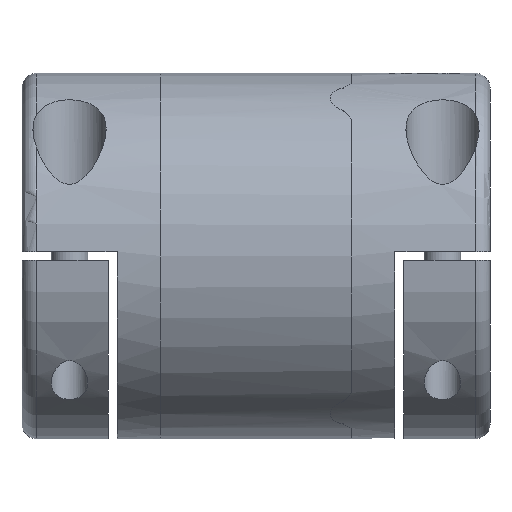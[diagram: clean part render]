
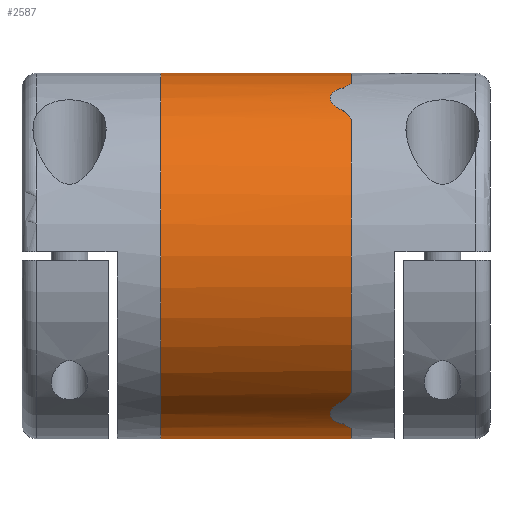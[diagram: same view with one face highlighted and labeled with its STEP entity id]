
A CAD part, front view. The second image highlights one B-rep face of the part: STEP entity #2587.
In plain terms, the highlighted cylindrical face has radius 12.5 mm (diameter 25 mm), a full revolution.
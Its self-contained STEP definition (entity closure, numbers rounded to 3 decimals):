
#49=ELLIPSE('',#2826,15.26,12.5);
#50=ELLIPSE('',#2828,15.26,12.5);
#51=ELLIPSE('',#2829,15.26,12.5);
#52=ELLIPSE('',#2831,15.26,12.5);
#53=ELLIPSE('',#2832,15.26,12.5);
#54=ELLIPSE('',#2834,15.26,12.5);
#55=ELLIPSE('',#2835,15.26,12.5);
#56=ELLIPSE('',#2837,15.26,12.5);
#211=CIRCLE('',#2827,12.5);
#212=CIRCLE('',#2830,12.5);
#213=CIRCLE('',#2833,12.5);
#214=CIRCLE('',#2836,12.5);
#892=ORIENTED_EDGE('',*,*,#1499,.T.);
#893=ORIENTED_EDGE('',*,*,#1500,.T.);
#894=ORIENTED_EDGE('',*,*,#1501,.T.);
#895=ORIENTED_EDGE('',*,*,#1502,.T.);
#896=ORIENTED_EDGE('',*,*,#1503,.T.);
#897=ORIENTED_EDGE('',*,*,#1504,.T.);
#898=ORIENTED_EDGE('',*,*,#1505,.T.);
#899=ORIENTED_EDGE('',*,*,#1506,.T.);
#900=ORIENTED_EDGE('',*,*,#1507,.T.);
#901=ORIENTED_EDGE('',*,*,#1508,.T.);
#902=ORIENTED_EDGE('',*,*,#1509,.F.);
#903=ORIENTED_EDGE('',*,*,#1510,.T.);
#904=ORIENTED_EDGE('',*,*,#1511,.T.);
#905=ORIENTED_EDGE('',*,*,#1512,.T.);
#906=ORIENTED_EDGE('',*,*,#1513,.F.);
#907=ORIENTED_EDGE('',*,*,#1514,.T.);
#1499=EDGE_CURVE('',#1827,#1828,#49,.F.);
#1500=EDGE_CURVE('',#1828,#1829,#211,.T.);
#1501=EDGE_CURVE('',#1829,#1830,#50,.F.);
#1502=EDGE_CURVE('',#1830,#1831,#2014,.T.);
#1503=EDGE_CURVE('',#1831,#1832,#51,.F.);
#1504=EDGE_CURVE('',#1832,#1833,#212,.T.);
#1505=EDGE_CURVE('',#1833,#1834,#52,.F.);
#1506=EDGE_CURVE('',#1834,#1827,#2015,.T.);
#1507=EDGE_CURVE('',#1835,#1836,#2016,.T.);
#1508=EDGE_CURVE('',#1836,#1837,#53,.F.);
#1509=EDGE_CURVE('',#1838,#1837,#213,.T.);
#1510=EDGE_CURVE('',#1838,#1839,#54,.F.);
#1511=EDGE_CURVE('',#1839,#1840,#2017,.T.);
#1512=EDGE_CURVE('',#1840,#1841,#55,.F.);
#1513=EDGE_CURVE('',#1842,#1841,#214,.T.);
#1514=EDGE_CURVE('',#1842,#1835,#56,.F.);
#1827=VERTEX_POINT('',#4129);
#1828=VERTEX_POINT('',#4130);
#1829=VERTEX_POINT('',#4132);
#1830=VERTEX_POINT('',#4134);
#1831=VERTEX_POINT('',#4142);
#1832=VERTEX_POINT('',#4144);
#1833=VERTEX_POINT('',#4146);
#1834=VERTEX_POINT('',#4148);
#1835=VERTEX_POINT('',#4163);
#1836=VERTEX_POINT('',#4164);
#1837=VERTEX_POINT('',#4166);
#1838=VERTEX_POINT('',#4168);
#1839=VERTEX_POINT('',#4170);
#1840=VERTEX_POINT('',#4178);
#1841=VERTEX_POINT('',#4180);
#1842=VERTEX_POINT('',#4182);
#2014=B_SPLINE_CURVE_WITH_KNOTS('',3,(#4135,#4136,#4137,#4138,#4139,#4140,
#4141),.UNSPECIFIED.,.F.,.F.,(4,1,1,1,4),(0.,0.001,
0.002,0.003,0.004),
 .UNSPECIFIED.);
#2015=B_SPLINE_CURVE_WITH_KNOTS('',3,(#4149,#4150,#4151,#4152,#4153,#4154,
#4155),.UNSPECIFIED.,.F.,.F.,(4,1,1,1,4),(0.,0.001,
0.002,0.003,0.004),
 .UNSPECIFIED.);
#2016=B_SPLINE_CURVE_WITH_KNOTS('',3,(#4156,#4157,#4158,#4159,#4160,#4161,
#4162),.UNSPECIFIED.,.F.,.F.,(4,1,1,1,4),(0.,0.001,0.002,
0.003,0.004),.UNSPECIFIED.);
#2017=B_SPLINE_CURVE_WITH_KNOTS('',3,(#4171,#4172,#4173,#4174,#4175,#4176,
#4177),.UNSPECIFIED.,.F.,.F.,(4,1,1,1,4),(0.,0.001,0.002,
0.003,0.004),.UNSPECIFIED.);
#2118=EDGE_LOOP('',(#892,#893,#894,#895,#896,#897,#898,#899));
#2119=EDGE_LOOP('',(#900,#901,#902,#903,#904,#905,#906,#907));
#2344=FACE_BOUND('',#2118,.T.);
#2345=FACE_BOUND('',#2119,.T.);
#2505=CYLINDRICAL_SURFACE('',#2825,12.5);
#2587=ADVANCED_FACE('',(#2344,#2345),#2505,.T.);
#2825=AXIS2_PLACEMENT_3D('',#4127,#3254,#3255);
#2826=AXIS2_PLACEMENT_3D('',#4128,#3256,#3257);
#2827=AXIS2_PLACEMENT_3D('',#4131,#3258,#3259);
#2828=AXIS2_PLACEMENT_3D('',#4133,#3260,#3261);
#2829=AXIS2_PLACEMENT_3D('',#4143,#3262,#3263);
#2830=AXIS2_PLACEMENT_3D('',#4145,#3264,#3265);
#2831=AXIS2_PLACEMENT_3D('',#4147,#3266,#3267);
#2832=AXIS2_PLACEMENT_3D('',#4165,#3268,#3269);
#2833=AXIS2_PLACEMENT_3D('',#4167,#3270,#3271);
#2834=AXIS2_PLACEMENT_3D('',#4169,#3272,#3273);
#2835=AXIS2_PLACEMENT_3D('',#4179,#3274,#3275);
#2836=AXIS2_PLACEMENT_3D('',#4181,#3276,#3277);
#2837=AXIS2_PLACEMENT_3D('',#4183,#3278,#3279);
#3254=DIRECTION('',(1.,0.,0.));
#3255=DIRECTION('',(0.,0.,-1.));
#3256=DIRECTION('',(-0.819,-0.574,0.));
#3257=DIRECTION('',(0.574,-0.819,0.));
#3258=DIRECTION('',(1.,0.,0.));
#3259=DIRECTION('',(0.,0.,-1.));
#3260=DIRECTION('',(-0.819,-0.574,0.));
#3261=DIRECTION('',(0.574,-0.819,0.));
#3262=DIRECTION('',(-0.819,0.574,0.));
#3263=DIRECTION('',(0.574,0.819,0.));
#3264=DIRECTION('',(1.,0.,0.));
#3265=DIRECTION('',(0.,0.,-1.));
#3266=DIRECTION('',(-0.819,0.574,0.));
#3267=DIRECTION('',(0.574,0.819,0.));
#3268=DIRECTION('',(0.819,-0.574,0.));
#3269=DIRECTION('',(0.574,0.819,0.));
#3270=DIRECTION('',(1.,0.,0.));
#3271=DIRECTION('',(0.,0.,-1.));
#3272=DIRECTION('',(0.819,-0.574,0.));
#3273=DIRECTION('',(0.574,0.819,0.));
#3274=DIRECTION('',(0.819,0.574,0.));
#3275=DIRECTION('',(0.574,-0.819,0.));
#3276=DIRECTION('',(1.,0.,0.));
#3277=DIRECTION('',(0.,0.,-1.));
#3278=DIRECTION('',(0.819,0.574,0.));
#3279=DIRECTION('',(0.574,-0.819,0.));
#4127=CARTESIAN_POINT('',(13.,0.,0.));
#4128=CARTESIAN_POINT('',(5.801,0.,0.));
#4129=CARTESIAN_POINT('',(0.487,7.589,-9.933));
#4130=CARTESIAN_POINT('',(0.,8.285,-9.36));
#4131=CARTESIAN_POINT('',(0.,0.,0.));
#4132=CARTESIAN_POINT('',(0.,8.285,9.36));
#4133=CARTESIAN_POINT('',(5.801,0.,0.));
#4134=CARTESIAN_POINT('',(0.487,7.589,9.933));
#4135=CARTESIAN_POINT('',(0.487,7.589,9.933));
#4136=CARTESIAN_POINT('',(0.782,7.482,10.014));
#4137=CARTESIAN_POINT('',(1.244,7.099,10.301));
#4138=CARTESIAN_POINT('',(1.505,6.296,10.814));
#4139=CARTESIAN_POINT('',(1.283,5.438,11.267));
#4140=CARTESIAN_POINT('',(0.789,5.021,11.448));
#4141=CARTESIAN_POINT('',(0.487,4.911,11.495));
#4142=CARTESIAN_POINT('',(0.487,4.911,11.495));
#4143=CARTESIAN_POINT('',(-2.951,0.,0.));
#4144=CARTESIAN_POINT('',(0.,4.215,11.768));
#4145=CARTESIAN_POINT('',(0.,0.,0.));
#4146=CARTESIAN_POINT('',(0.,4.215,-11.768));
#4147=CARTESIAN_POINT('',(-2.951,0.,0.));
#4148=CARTESIAN_POINT('',(0.487,4.911,-11.495));
#4149=CARTESIAN_POINT('',(0.487,4.911,-11.495));
#4150=CARTESIAN_POINT('',(0.788,5.02,-11.448));
#4151=CARTESIAN_POINT('',(1.284,5.437,-11.267));
#4152=CARTESIAN_POINT('',(1.505,6.299,-10.813));
#4153=CARTESIAN_POINT('',(1.241,7.101,-10.299));
#4154=CARTESIAN_POINT('',(0.782,7.482,-10.015));
#4155=CARTESIAN_POINT('',(0.487,7.589,-9.933));
#4156=CARTESIAN_POINT('',(12.513,-7.589,9.933));
#4157=CARTESIAN_POINT('',(12.218,-7.482,10.014));
#4158=CARTESIAN_POINT('',(11.756,-7.099,10.301));
#4159=CARTESIAN_POINT('',(11.495,-6.296,10.814));
#4160=CARTESIAN_POINT('',(11.717,-5.438,11.267));
#4161=CARTESIAN_POINT('',(12.211,-5.021,11.448));
#4162=CARTESIAN_POINT('',(12.513,-4.911,11.495));
#4163=CARTESIAN_POINT('',(12.513,-7.589,9.933));
#4164=CARTESIAN_POINT('',(12.513,-4.911,11.495));
#4165=CARTESIAN_POINT('',(15.951,0.,0.));
#4166=CARTESIAN_POINT('',(13.,-4.215,11.768));
#4167=CARTESIAN_POINT('',(13.,0.,0.));
#4168=CARTESIAN_POINT('',(13.,-4.215,-11.768));
#4169=CARTESIAN_POINT('',(15.951,0.,0.));
#4170=CARTESIAN_POINT('',(12.513,-4.911,-11.495));
#4171=CARTESIAN_POINT('',(12.513,-4.911,-11.495));
#4172=CARTESIAN_POINT('',(12.212,-5.02,-11.448));
#4173=CARTESIAN_POINT('',(11.716,-5.437,-11.267));
#4174=CARTESIAN_POINT('',(11.495,-6.299,-10.813));
#4175=CARTESIAN_POINT('',(11.759,-7.101,-10.299));
#4176=CARTESIAN_POINT('',(12.218,-7.482,-10.015));
#4177=CARTESIAN_POINT('',(12.513,-7.589,-9.933));
#4178=CARTESIAN_POINT('',(12.513,-7.589,-9.933));
#4179=CARTESIAN_POINT('',(7.199,0.,0.));
#4180=CARTESIAN_POINT('',(13.,-8.285,-9.36));
#4181=CARTESIAN_POINT('',(13.,0.,0.));
#4182=CARTESIAN_POINT('',(13.,-8.285,9.36));
#4183=CARTESIAN_POINT('',(7.199,0.,0.));
